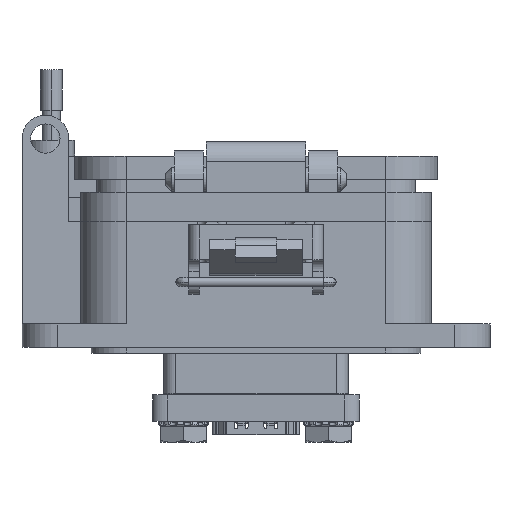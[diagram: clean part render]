
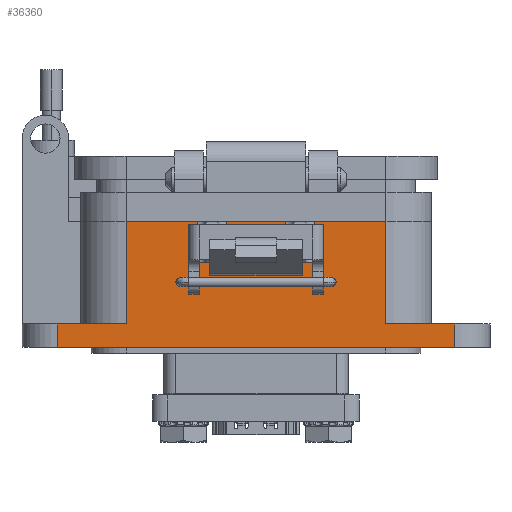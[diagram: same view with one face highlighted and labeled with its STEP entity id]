
A CAD part, front view. The second image highlights one B-rep face of the part: STEP entity #36360.
In plain terms, the highlighted planar face has unit normal (0, -1, 0).
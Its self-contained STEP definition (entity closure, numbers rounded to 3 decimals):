
#173 = CARTESIAN_POINT ( 'NONE',  ( 22.358, -15.056, -39.279 ) ) ;
#590 = EDGE_CURVE ( 'NONE', #42314, #36642, #65769, .T. ) ;
#1220 = EDGE_CURVE ( 'NONE', #20985, #26121, #13169, .T. ) ;
#1523 = CARTESIAN_POINT ( 'NONE',  ( -22.358, -15.056, -21.654 ) ) ;
#2054 = VECTOR ( 'NONE', #50522, 1000. ) ;
#2861 = VERTEX_POINT ( 'NONE', #52420 ) ;
#3506 = DIRECTION ( 'NONE',  ( 0., 0., -1. ) ) ;
#4749 = EDGE_CURVE ( 'NONE', #2861, #20021, #68199, .T. ) ;
#5233 = CARTESIAN_POINT ( 'NONE',  ( 34.243, -15.056, -43.307 ) ) ;
#6201 = CARTESIAN_POINT ( 'NONE',  ( 10.071, -15.056, -21.654 ) ) ;
#6368 = ORIENTED_EDGE ( 'NONE', *, *, #590, .T. ) ;
#7159 = VECTOR ( 'NONE', #44691, 1000. ) ;
#8024 = CARTESIAN_POINT ( 'NONE',  ( 10.071, -15.056, -21.654 ) ) ;
#8728 = CARTESIAN_POINT ( 'NONE',  ( 10.071, -15.056, -21.654 ) ) ;
#8883 = DIRECTION ( 'NONE',  ( 0., 0., -1. ) ) ;
#9586 = CARTESIAN_POINT ( 'NONE',  ( -5.036, -15.056, -21.654 ) ) ;
#9743 = VERTEX_POINT ( 'NONE', #173 ) ;
#10158 = CARTESIAN_POINT ( 'NONE',  ( -34.243, -15.056, -39.279 ) ) ;
#10788 = EDGE_CURVE ( 'NONE', #54362, #2861, #38184, .T. ) ;
#10793 = ORIENTED_EDGE ( 'NONE', *, *, #20273, .T. ) ;
#10874 = EDGE_CURVE ( 'NONE', #21051, #9743, #64080, .T. ) ;
#12337 = DIRECTION ( 'NONE',  ( 0., -1., 0. ) ) ;
#13018 = CARTESIAN_POINT ( 'NONE',  ( 22.358, -15.056, -21.654 ) ) ;
#13169 = LINE ( 'NONE', #25007, #57075 ) ;
#13877 = DIRECTION ( 'NONE',  ( 0., 0., -1. ) ) ;
#14524 = EDGE_CURVE ( 'NONE', #70196, #39415, #31570, .T. ) ;
#14565 = DIRECTION ( 'NONE',  ( 0., 0., -1. ) ) ;
#14619 = CARTESIAN_POINT ( 'NONE',  ( -5.036, -15.056, -21.654 ) ) ;
#14665 = VECTOR ( 'NONE', #3506, 1000. ) ;
#15042 = DIRECTION ( 'NONE',  ( -1., 0., 0. ) ) ;
#15483 = LINE ( 'NONE', #69031, #70592 ) ;
#16453 = CARTESIAN_POINT ( 'NONE',  ( -10.071, -15.056, -21.654 ) ) ;
#16583 = EDGE_CURVE ( 'NONE', #34170, #20985, #47646, .T. ) ;
#17973 = ORIENTED_EDGE ( 'NONE', *, *, #37109, .T. ) ;
#18986 = VECTOR ( 'NONE', #68736, 1000. ) ;
#19452 = ORIENTED_EDGE ( 'NONE', *, *, #1220, .T. ) ;
#19708 = AXIS2_PLACEMENT_3D ( 'NONE', #61421, #12337, #50823 ) ;
#19845 = DIRECTION ( 'NONE',  ( -1., 0., 0. ) ) ;
#20021 = VERTEX_POINT ( 'NONE', #21251 ) ;
#20273 = EDGE_CURVE ( 'NONE', #9743, #28751, #55149, .T. ) ;
#20280 = VECTOR ( 'NONE', #14565, 1000. ) ;
#20704 = LINE ( 'NONE', #8024, #18986 ) ;
#20985 = VERTEX_POINT ( 'NONE', #10158 ) ;
#21051 = VERTEX_POINT ( 'NONE', #54672 ) ;
#21251 = CARTESIAN_POINT ( 'NONE',  ( 5.036, -15.056, -28.704 ) ) ;
#21989 = LINE ( 'NONE', #53049, #20280 ) ;
#22005 = LINE ( 'NONE', #22022, #49568 ) ;
#22022 = CARTESIAN_POINT ( 'NONE',  ( 0., -15.056, -43.307 ) ) ;
#22500 = VECTOR ( 'NONE', #15042, 1000. ) ;
#22728 = CARTESIAN_POINT ( 'NONE',  ( -22.358, -15.056, -39.279 ) ) ;
#23936 = ORIENTED_EDGE ( 'NONE', *, *, #24461, .T. ) ;
#24140 = VECTOR ( 'NONE', #26431, 1000. ) ;
#24461 = EDGE_CURVE ( 'NONE', #27381, #34170, #52889, .T. ) ;
#25007 = CARTESIAN_POINT ( 'NONE',  ( -34.243, -15.056, -21.654 ) ) ;
#25584 = CARTESIAN_POINT ( 'NONE',  ( 10.071, -15.056, -28.704 ) ) ;
#26121 = VERTEX_POINT ( 'NONE', #59277 ) ;
#26431 = DIRECTION ( 'NONE',  ( 0., 0., 1. ) ) ;
#27091 = EDGE_CURVE ( 'NONE', #27269, #27381, #34254, .T. ) ;
#27269 = VERTEX_POINT ( 'NONE', #16453 ) ;
#27381 = VERTEX_POINT ( 'NONE', #1523 ) ;
#27468 = ORIENTED_EDGE ( 'NONE', *, *, #35932, .T. ) ;
#27537 = DIRECTION ( 'NONE',  ( 1., 0., 0. ) ) ;
#28654 = CARTESIAN_POINT ( 'NONE',  ( -5.036, -15.056, -28.704 ) ) ;
#28751 = VERTEX_POINT ( 'NONE', #13018 ) ;
#31267 = VECTOR ( 'NONE', #54625, 1000. ) ;
#31570 = LINE ( 'NONE', #70359, #64361 ) ;
#33835 = EDGE_CURVE ( 'NONE', #20021, #42314, #15483, .T. ) ;
#34068 = EDGE_CURVE ( 'NONE', #39415, #27269, #51094, .T. ) ;
#34170 = VERTEX_POINT ( 'NONE', #22728 ) ;
#34254 = LINE ( 'NONE', #8728, #61871 ) ;
#35932 = EDGE_CURVE ( 'NONE', #28751, #54362, #20704, .T. ) ;
#36360 = ADVANCED_FACE ( 'NONE', ( #68047 ), #67204, .T. ) ;
#36436 = VECTOR ( 'NONE', #61455, 1000. ) ;
#36642 = VERTEX_POINT ( 'NONE', #9586 ) ;
#37109 = EDGE_CURVE ( 'NONE', #36642, #70196, #58560, .T. ) ;
#38136 = VECTOR ( 'NONE', #49447, 1000. ) ;
#38184 = LINE ( 'NONE', #40711, #36436 ) ;
#39233 = CARTESIAN_POINT ( 'NONE',  ( 10.071, -15.056, -21.654 ) ) ;
#39415 = VERTEX_POINT ( 'NONE', #57465 ) ;
#39996 = ORIENTED_EDGE ( 'NONE', *, *, #4749, .T. ) ;
#40333 = ORIENTED_EDGE ( 'NONE', *, *, #27091, .T. ) ;
#40711 = CARTESIAN_POINT ( 'NONE',  ( 10.071, -15.056, -21.654 ) ) ;
#41986 = ORIENTED_EDGE ( 'NONE', *, *, #10788, .T. ) ;
#42314 = VERTEX_POINT ( 'NONE', #59988 ) ;
#43746 = ORIENTED_EDGE ( 'NONE', *, *, #66387, .F. ) ;
#44691 = DIRECTION ( 'NONE',  ( -1., 0., 0. ) ) ;
#47086 = DIRECTION ( 'NONE',  ( 0., 0., 1. ) ) ;
#47537 = VERTEX_POINT ( 'NONE', #5233 ) ;
#47646 = LINE ( 'NONE', #61357, #2054 ) ;
#48886 = DIRECTION ( 'NONE',  ( -1., 0., 0. ) ) ;
#49321 = CARTESIAN_POINT ( 'NONE',  ( 10.071, -15.056, -39.279 ) ) ;
#49447 = DIRECTION ( 'NONE',  ( 0., 0., 1. ) ) ;
#49568 = VECTOR ( 'NONE', #27537, 1000. ) ;
#50522 = DIRECTION ( 'NONE',  ( -1., 0., 0. ) ) ;
#50823 = DIRECTION ( 'NONE',  ( 1., 0., 0. ) ) ;
#51094 = LINE ( 'NONE', #65858, #38136 ) ;
#52120 = ORIENTED_EDGE ( 'NONE', *, *, #33835, .T. ) ;
#52420 = CARTESIAN_POINT ( 'NONE',  ( 10.071, -15.056, -28.704 ) ) ;
#52889 = LINE ( 'NONE', #63234, #64112 ) ;
#53049 = CARTESIAN_POINT ( 'NONE',  ( 34.243, -15.056, -43.307 ) ) ;
#53529 = ORIENTED_EDGE ( 'NONE', *, *, #16583, .T. ) ;
#54362 = VERTEX_POINT ( 'NONE', #39233 ) ;
#54625 = DIRECTION ( 'NONE',  ( -1., 0., 0. ) ) ;
#54672 = CARTESIAN_POINT ( 'NONE',  ( 34.243, -15.056, -39.279 ) ) ;
#55149 = LINE ( 'NONE', #64764, #24140 ) ;
#56202 = ORIENTED_EDGE ( 'NONE', *, *, #34068, .T. ) ;
#57075 = VECTOR ( 'NONE', #8883, 1000. ) ;
#57465 = CARTESIAN_POINT ( 'NONE',  ( -10.071, -15.056, -28.704 ) ) ;
#58560 = LINE ( 'NONE', #14619, #14665 ) ;
#59277 = CARTESIAN_POINT ( 'NONE',  ( -34.243, -15.056, -43.307 ) ) ;
#59301 = ORIENTED_EDGE ( 'NONE', *, *, #10874, .T. ) ;
#59988 = CARTESIAN_POINT ( 'NONE',  ( 5.036, -15.056, -21.654 ) ) ;
#61357 = CARTESIAN_POINT ( 'NONE',  ( 10.071, -15.056, -39.279 ) ) ;
#61421 = CARTESIAN_POINT ( 'NONE',  ( 10.071, -15.056, -21.654 ) ) ;
#61455 = DIRECTION ( 'NONE',  ( 0., 0., -1. ) ) ;
#61871 = VECTOR ( 'NONE', #19845, 1000. ) ;
#62483 = EDGE_CURVE ( 'NONE', #26121, #47537, #22005, .T. ) ;
#63234 = CARTESIAN_POINT ( 'NONE',  ( -22.358, -15.056, -21.654 ) ) ;
#64080 = LINE ( 'NONE', #49321, #31267 ) ;
#64112 = VECTOR ( 'NONE', #13877, 1000. ) ;
#64361 = VECTOR ( 'NONE', #48886, 1000. ) ;
#64764 = CARTESIAN_POINT ( 'NONE',  ( 22.358, -15.056, -21.654 ) ) ;
#65769 = LINE ( 'NONE', #6201, #7159 ) ;
#65858 = CARTESIAN_POINT ( 'NONE',  ( -10.071, -15.056, -21.654 ) ) ;
#66387 = EDGE_CURVE ( 'NONE', #21051, #47537, #21989, .T. ) ;
#66914 = EDGE_LOOP ( 'NONE', ( #27468, #41986, #39996, #52120, #6368, #17973, #71178, #56202, #40333, #23936, #53529, #19452, #67004, #43746, #59301, #10793 ) ) ;
#67004 = ORIENTED_EDGE ( 'NONE', *, *, #62483, .T. ) ;
#67204 = PLANE ( 'NONE',  #19708 ) ;
#68047 = FACE_OUTER_BOUND ( 'NONE', #66914, .T. ) ;
#68199 = LINE ( 'NONE', #25584, #22500 ) ;
#68736 = DIRECTION ( 'NONE',  ( -1., 0., 0. ) ) ;
#69031 = CARTESIAN_POINT ( 'NONE',  ( 5.036, -15.056, -21.654 ) ) ;
#70196 = VERTEX_POINT ( 'NONE', #28654 ) ;
#70359 = CARTESIAN_POINT ( 'NONE',  ( 10.071, -15.056, -28.704 ) ) ;
#70592 = VECTOR ( 'NONE', #47086, 1000. ) ;
#71178 = ORIENTED_EDGE ( 'NONE', *, *, #14524, .T. ) ;
